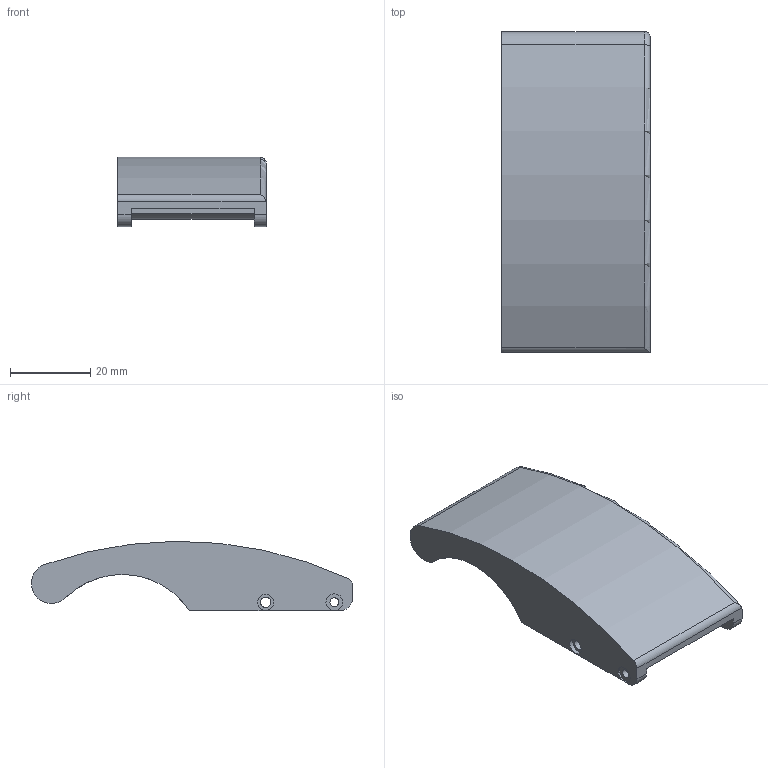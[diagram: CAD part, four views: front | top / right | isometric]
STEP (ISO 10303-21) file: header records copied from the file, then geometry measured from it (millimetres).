
FILE_DESCRIPTION(/* description */ (''),/* implementation_level */ '2;1');
FILE_NAME(/* name */ 'Prehenseur_fifty_fifty_Pousse_right.step',/* time_stamp */ '2025-12-21T14:58:50+01:00',/* author */ (''),/* organization */ (''),/* preprocessor_version */ 'ST-DEVELOPER v20.1',/* originating_system */ 'Autodesk Translation Framework v14.21.0.0',/* authorisation */ '');
FILE_SCHEMA (('AUTOMOTIVE_DESIGN { 1 0 10303 214 3 1 1 }'));
Length unit declared in the file: millimetre
Products named in the file (1): Pousse
Bounding box: 37 x 79.9 x 17.26 mm (x, y, z)
Volume: 26782 mm3; surface area: 8870.1 mm2
Topology: 1 solids, 1 shells, 37 faces, 93 edges, 59 vertices
Faces by surface type: cylinder 18, plane 16, torus 3
Full cylindrical faces by diameter (mm): 2.2 x2, 2.6 x2, 4 x1
Entity records: 1211 total; most frequent: CARTESIAN_POINT 219, DIRECTION 212, ORIENTED_EDGE 194, EDGE_CURVE 97, AXIS2_PLACEMENT_3D 80, VERTEX_POINT 61, LINE 52, VECTOR 52
